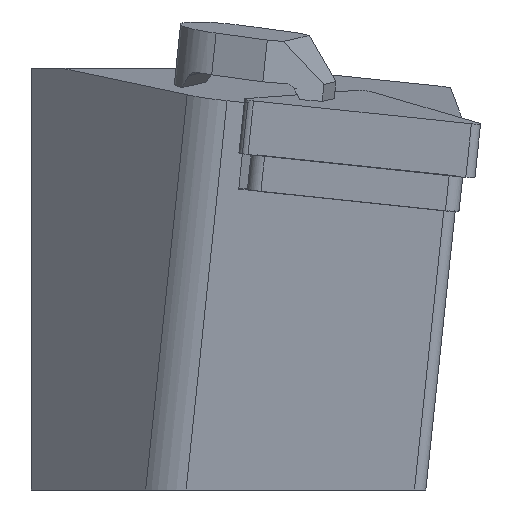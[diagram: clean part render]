
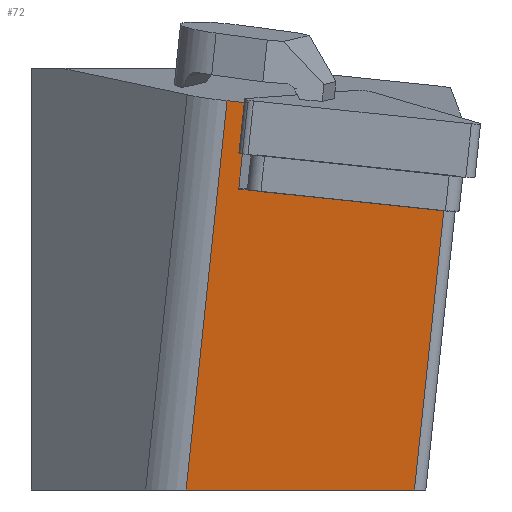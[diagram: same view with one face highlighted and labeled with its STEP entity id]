
A CAD part, left-side view. The second image highlights one B-rep face of the part: STEP entity #72.
In plain terms, the highlighted planar face has unit normal (-0.995, 0.011, -0.104).
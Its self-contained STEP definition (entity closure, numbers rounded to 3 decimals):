
#72=ADVANCED_FACE('',(#159),#121,.F.);
#121=PLANE('',#971);
#159=FACE_OUTER_BOUND('',#210,.T.);
#210=EDGE_LOOP('',(#499,#500,#501,#502,#503,#504,#505));
#255=LINE('',#1300,#357);
#267=LINE('',#1324,#369);
#274=LINE('',#1344,#376);
#281=LINE('',#1360,#383);
#282=LINE('',#1364,#384);
#283=LINE('',#1366,#385);
#284=LINE('',#1367,#386);
#357=VECTOR('',#1041,1.);
#369=VECTOR('',#1057,1.);
#376=VECTOR('',#1072,1.);
#383=VECTOR('',#1085,1.);
#384=VECTOR('',#1090,1.);
#385=VECTOR('',#1091,1.);
#386=VECTOR('',#1092,1.);
#499=ORIENTED_EDGE('',*,*,#808,.F.);
#500=ORIENTED_EDGE('',*,*,#820,.T.);
#501=ORIENTED_EDGE('',*,*,#830,.F.);
#502=ORIENTED_EDGE('',*,*,#840,.F.);
#503=ORIENTED_EDGE('',*,*,#841,.F.);
#504=ORIENTED_EDGE('',*,*,#838,.T.);
#505=ORIENTED_EDGE('',*,*,#842,.F.);
#721=VERTEX_POINT('',#1297);
#722=VERTEX_POINT('',#1299);
#732=VERTEX_POINT('',#1323);
#741=VERTEX_POINT('',#1343);
#747=VERTEX_POINT('',#1359);
#748=VERTEX_POINT('',#1361);
#749=VERTEX_POINT('',#1365);
#808=EDGE_CURVE('',#722,#721,#255,.T.);
#820=EDGE_CURVE('',#722,#732,#267,.T.);
#830=EDGE_CURVE('',#741,#732,#274,.T.);
#838=EDGE_CURVE('',#748,#747,#281,.T.);
#840=EDGE_CURVE('',#749,#741,#282,.T.);
#841=EDGE_CURVE('',#748,#749,#283,.T.);
#842=EDGE_CURVE('',#721,#747,#284,.T.);
#971=AXIS2_PLACEMENT_3D('',#1368,#1093,#1094);
#1041=DIRECTION('',(0.,-0.995,-0.105));
#1057=DIRECTION('',(-0.105,-0.104,0.989));
#1072=DIRECTION('',(0.,-0.995,-0.105));
#1085=DIRECTION('',(-0.105,-0.104,0.989));
#1090=DIRECTION('',(-0.105,-0.104,0.989));
#1091=DIRECTION('',(0.011,1.,0.));
#1092=DIRECTION('',(0.,-0.995,-0.105));
#1093=DIRECTION('',(0.995,-0.011,0.104));
#1094=DIRECTION('',(0.104,0.,-0.995));
#1297=CARTESIAN_POINT('',(1.476,-19.488,-5.716));
#1299=CARTESIAN_POINT('',(1.476,-18.195,-5.58));
#1300=CARTESIAN_POINT('',(1.476,-36.199,-7.472));
#1323=CARTESIAN_POINT('',(0.678,-18.989,1.977));
#1324=CARTESIAN_POINT('',(-6.74,-26.367,72.167));
#1343=CARTESIAN_POINT('',(0.678,-17.173,2.168));
#1344=CARTESIAN_POINT('',(0.678,-36.994,0.084));
#1359=CARTESIAN_POINT('',(1.476,-36.199,-7.472));
#1360=CARTESIAN_POINT('',(5.873,-31.827,-49.073));
#1361=CARTESIAN_POINT('',(4.069,-33.622,-32.));
#1364=CARTESIAN_POINT('',(5.873,-12.006,-46.989));
#1365=CARTESIAN_POINT('',(4.289,-13.581,-32.));
#1366=CARTESIAN_POINT('',(4.088,-31.808,-32.));
#1367=CARTESIAN_POINT('',(1.476,-36.199,-7.472));
#1368=CARTESIAN_POINT('',(5.873,-31.827,-49.073));
